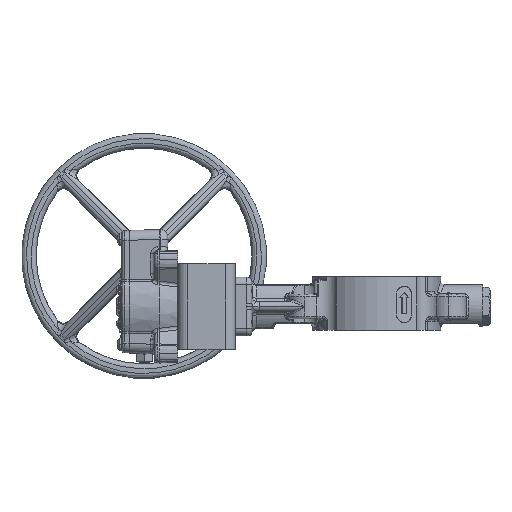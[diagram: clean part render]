
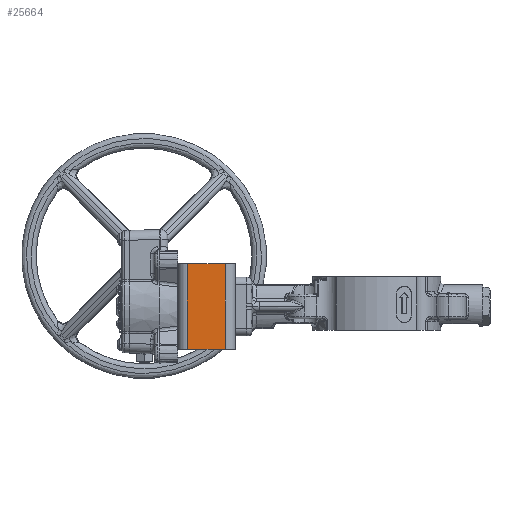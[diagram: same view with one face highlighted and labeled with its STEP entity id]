
A CAD part, left-side view. The second image highlights one B-rep face of the part: STEP entity #25664.
In plain terms, the highlighted planar face has unit normal (-1, 0, 0).
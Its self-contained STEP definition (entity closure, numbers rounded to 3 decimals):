
#9842 = VECTOR ( 'NONE', #107049, 1000. ) ;
#10758 = ORIENTED_EDGE ( 'NONE', *, *, #78398, .T. ) ;
#16405 = CARTESIAN_POINT ( 'NONE',  ( -56., 154.5, -35. ) ) ;
#25664 = ADVANCED_FACE ( 'NONE', ( #66837 ), #133494, .F. ) ;
#30048 = ORIENTED_EDGE ( 'NONE', *, *, #162511, .F. ) ;
#35681 = DIRECTION ( 'NONE',  ( 0., 1., 0. ) ) ;
#37127 = DIRECTION ( 'NONE',  ( 0., -1., 0. ) ) ;
#44747 = CARTESIAN_POINT ( 'NONE',  ( -56., 115.5, 35. ) ) ;
#50035 = CARTESIAN_POINT ( 'NONE',  ( -56., 115.5, -35. ) ) ;
#61229 = EDGE_LOOP ( 'NONE', ( #10758, #104608, #30048, #151237 ) ) ;
#61793 = LINE ( 'NONE', #95159, #9842 ) ;
#63091 = LINE ( 'NONE', #178124, #144210 ) ;
#66837 = FACE_OUTER_BOUND ( 'NONE', #61229, .T. ) ;
#78398 = EDGE_CURVE ( 'NONE', #180759, #79615, #137043, .T. ) ;
#79615 = VERTEX_POINT ( 'NONE', #123098 ) ;
#84183 = VECTOR ( 'NONE', #142531, 1000. ) ;
#94867 = EDGE_CURVE ( 'NONE', #144591, #79615, #61793, .T. ) ;
#95159 = CARTESIAN_POINT ( 'NONE',  ( -56., 123.5, 35. ) ) ;
#101851 = VERTEX_POINT ( 'NONE', #179335 ) ;
#104608 = ORIENTED_EDGE ( 'NONE', *, *, #94867, .F. ) ;
#107049 = DIRECTION ( 'NONE',  ( 0., 0., -1. ) ) ;
#117402 = DIRECTION ( 'NONE',  ( 1., 0., 0. ) ) ;
#123098 = CARTESIAN_POINT ( 'NONE',  ( -56., 123.5, -35. ) ) ;
#124010 = VECTOR ( 'NONE', #37127, 1000. ) ;
#133494 = PLANE ( 'NONE',  #150368 ) ;
#137043 = LINE ( 'NONE', #50035, #124010 ) ;
#142531 = DIRECTION ( 'NONE',  ( 0., -1., 0. ) ) ;
#144210 = VECTOR ( 'NONE', #211519, 1000. ) ;
#144591 = VERTEX_POINT ( 'NONE', #164099 ) ;
#150368 = AXIS2_PLACEMENT_3D ( 'NONE', #199138, #117402, #35681 ) ;
#151237 = ORIENTED_EDGE ( 'NONE', *, *, #211404, .T. ) ;
#162511 = EDGE_CURVE ( 'NONE', #101851, #144591, #207121, .T. ) ;
#164099 = CARTESIAN_POINT ( 'NONE',  ( -56., 123.5, 35. ) ) ;
#178124 = CARTESIAN_POINT ( 'NONE',  ( -56., 154.5, 35. ) ) ;
#179335 = CARTESIAN_POINT ( 'NONE',  ( -56., 154.5, 35. ) ) ;
#180759 = VERTEX_POINT ( 'NONE', #16405 ) ;
#199138 = CARTESIAN_POINT ( 'NONE',  ( -56., 115.5, 35. ) ) ;
#207121 = LINE ( 'NONE', #44747, #84183 ) ;
#211404 = EDGE_CURVE ( 'NONE', #101851, #180759, #63091, .T. ) ;
#211519 = DIRECTION ( 'NONE',  ( 0., 0., -1. ) ) ;
